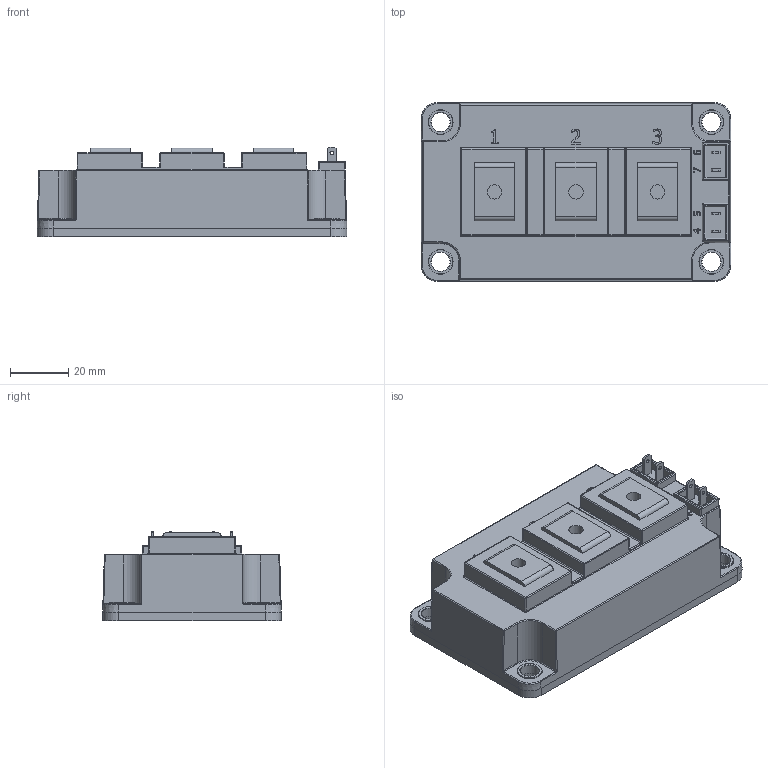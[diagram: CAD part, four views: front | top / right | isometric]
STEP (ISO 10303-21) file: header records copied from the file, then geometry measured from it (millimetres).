
FILE_DESCRIPTION(/* description */ (''),/* implementation_level */ '2;1');
FILE_NAME(/* name */ '62mm_Modul.stp',/* time_stamp */ '2022-05-06T17:16:05+02:00',/* author */ ('timms'),/* organization */ (''),/* preprocessor_version */ 'ST-DEVELOPER v18.1',/* originating_system */ 'Autodesk Inventor 2022',/* authorisation */ '');
FILE_SCHEMA (('AUTOMOTIVE_DESIGN { 1 0 10303 214 3 1 1 }'));
Length unit declared in the file: millimetre
Products named in the file (5): 62mm_Modul; 62mm_Bodenplatte; 62mm_Plastikgehäuse; 62mm_Hauptkontakte; 62mm_Nebenkontakte
Assembly tree (9 placements, depth 2):
  62mm_Modul
    62mm_Bodenplatte
    62mm_Plastikgehäuse
    62mm_Hauptkontakte  x3
    62mm_Nebenkontakte  x4
Bounding box: 106.4 x 61.4 x 30.9 mm (x, y, z)
Volume: 150049.7 mm3; surface area: 40989.4 mm2
Topology: 9 solids, 9 shells, 473 faces, 1125 edges, 702 vertices
Faces by surface type: plane 220, cylinder 129, bspline 65, torus 29, sphere 26, cone 4
Full cylindrical faces by diameter (mm): 1.2 x4, 4.917 x3, 6.4 x6, 6.5 x8, 8.5 x4
Entity records: 13254 total; most frequent: CARTESIAN_POINT 3133, ORIENTED_EDGE 2028, DIRECTION 1903, EDGE_CURVE 1014, AXIS2_PLACEMENT_3D 644, VERTEX_POINT 628, LINE 615, VECTOR 615
